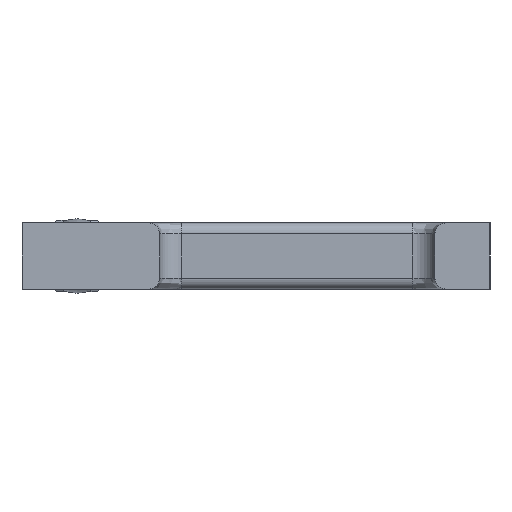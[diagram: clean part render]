
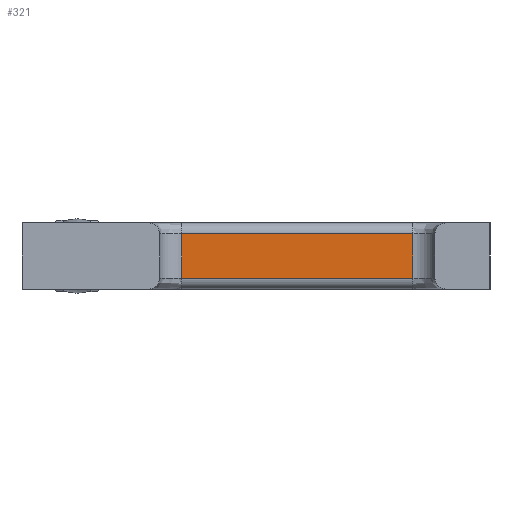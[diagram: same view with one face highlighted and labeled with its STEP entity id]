
A CAD part, left-side view. The second image highlights one B-rep face of the part: STEP entity #321.
In plain terms, the highlighted planar face has unit normal (-1, 0, 0).
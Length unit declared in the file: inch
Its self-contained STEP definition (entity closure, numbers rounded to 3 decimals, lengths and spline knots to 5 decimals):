
#163 = CARTESIAN_POINT ( 'NONE',  ( 2.12598, -2.40157, 0.15748 ) ) ;
#193 = EDGE_LOOP ( 'NONE', ( #893, #456, #544, #1857 ) ) ;
#237 = DIRECTION ( 'NONE',  ( 0., -1., 0. ) ) ;
#249 = DIRECTION ( 'NONE',  ( 0., 0., -1. ) ) ;
#275 = DIRECTION ( 'NONE',  ( 0., 0., -1. ) ) ;
#276 = EDGE_CURVE ( 'NONE', #2978, #1815, #3282, .T. ) ;
#279 = LINE ( 'NONE', #512, #1868 ) ;
#321 = ADVANCED_FACE ( 'NONE', ( #2286 ), #1953, .F. ) ;
#381 = DIRECTION ( 'NONE',  ( 0., 1., 0. ) ) ;
#434 = CARTESIAN_POINT ( 'NONE',  ( 2.12598, -2.40157, 0.23622 ) ) ;
#456 = ORIENTED_EDGE ( 'NONE', *, *, #916, .T. ) ;
#466 = CARTESIAN_POINT ( 'NONE',  ( 2.12598, -2.40157, 0.15748 ) ) ;
#480 = VECTOR ( 'NONE', #237, 39.37008 ) ;
#490 = CARTESIAN_POINT ( 'NONE',  ( 2.12598, -0.74803, -0.15748 ) ) ;
#512 = CARTESIAN_POINT ( 'NONE',  ( 2.12598, -0.74803, 0.23622 ) ) ;
#544 = ORIENTED_EDGE ( 'NONE', *, *, #1190, .F. ) ;
#893 = ORIENTED_EDGE ( 'NONE', *, *, #1999, .F. ) ;
#916 = EDGE_CURVE ( 'NONE', #1836, #2766, #279, .T. ) ;
#1174 = DIRECTION ( 'NONE',  ( 0., 0., 1. ) ) ;
#1190 = EDGE_CURVE ( 'NONE', #2978, #2766, #2201, .T. ) ;
#1505 = VECTOR ( 'NONE', #381, 39.37008 ) ;
#1717 = CARTESIAN_POINT ( 'NONE',  ( 2.12598, -2.40157, -0.15748 ) ) ;
#1815 = VERTEX_POINT ( 'NONE', #163 ) ;
#1836 = VERTEX_POINT ( 'NONE', #2456 ) ;
#1857 = ORIENTED_EDGE ( 'NONE', *, *, #276, .T. ) ;
#1868 = VECTOR ( 'NONE', #249, 39.37008 ) ;
#1953 = PLANE ( 'NONE',  #3311 ) ;
#1999 = EDGE_CURVE ( 'NONE', #1836, #1815, #2889, .T. ) ;
#2201 = LINE ( 'NONE', #2981, #1505 ) ;
#2286 = FACE_OUTER_BOUND ( 'NONE', #193, .T. ) ;
#2456 = CARTESIAN_POINT ( 'NONE',  ( 2.12598, -0.74803, 0.15748 ) ) ;
#2594 = VECTOR ( 'NONE', #1174, 39.37008 ) ;
#2766 = VERTEX_POINT ( 'NONE', #490 ) ;
#2815 = CARTESIAN_POINT ( 'NONE',  ( 2.12598, -0.74803, 0.23622 ) ) ;
#2889 = LINE ( 'NONE', #466, #480 ) ;
#2978 = VERTEX_POINT ( 'NONE', #1717 ) ;
#2981 = CARTESIAN_POINT ( 'NONE',  ( 2.12598, -0.74803, -0.15748 ) ) ;
#3088 = DIRECTION ( 'NONE',  ( 1., 0., 0. ) ) ;
#3282 = LINE ( 'NONE', #434, #2594 ) ;
#3311 = AXIS2_PLACEMENT_3D ( 'NONE', #2815, #3088, #275 ) ;
